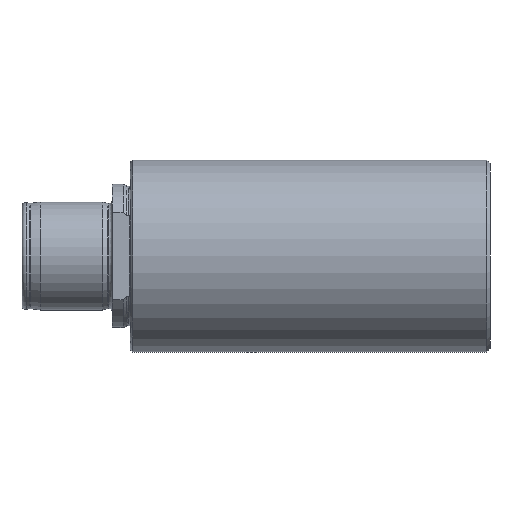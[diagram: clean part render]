
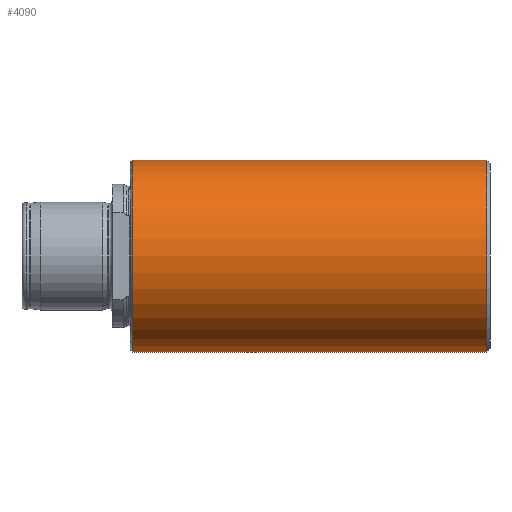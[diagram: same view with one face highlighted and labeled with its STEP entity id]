
A CAD part, front view. The second image highlights one B-rep face of the part: STEP entity #4090.
In plain terms, the highlighted cylindrical face has radius 16 mm (diameter 32 mm), a partial arc.
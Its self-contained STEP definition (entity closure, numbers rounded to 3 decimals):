
#90 = DIRECTION ( 'NONE',  ( -1., 0., 0. ) ) ;
#92 = CARTESIAN_POINT ( 'NONE',  ( -7.756, 0., 0. ) ) ;
#93 = DIRECTION ( 'NONE',  ( 0., 0., 1. ) ) ;
#537 = AXIS2_PLACEMENT_3D ( 'NONE', #3285, #3286, #3287 ) ;
#538 = AXIS2_PLACEMENT_3D ( 'NONE', #3280, #3281, #3282 ) ;
#672 = CIRCLE ( 'NONE', #537, 16. ) ;
#686 = CIRCLE ( 'NONE', #538, 16. ) ;
#916 = AXIS2_PLACEMENT_3D ( 'NONE', #92, #90, #93 ) ;
#1026 = ORIENTED_EDGE ( 'NONE', *, *, #3781, .F. ) ;
#1027 = ORIENTED_EDGE ( 'NONE', *, *, #2455, .T. ) ;
#1028 = ORIENTED_EDGE ( 'NONE', *, *, #3782, .T. ) ;
#1029 = ORIENTED_EDGE ( 'NONE', *, *, #2456, .F. ) ;
#1074 = EDGE_LOOP ( 'NONE', ( #1029, #1028, #1027, #1026 ) ) ;
#1281 = VERTEX_POINT ( 'NONE', #3572 ) ;
#1284 = VERTEX_POINT ( 'NONE', #3566 ) ;
#1285 = VERTEX_POINT ( 'NONE', #3526 ) ;
#1298 = VERTEX_POINT ( 'NONE', #3586 ) ;
#2276 = DIRECTION ( 'NONE',  ( -1., 0., 0. ) ) ;
#2277 = CARTESIAN_POINT ( 'NONE',  ( -7.756, 0., 16. ) ) ;
#2455 = EDGE_CURVE ( 'NONE', #1285, #1281, #3385, .T. ) ;
#2456 = EDGE_CURVE ( 'NONE', #1284, #1298, #3389, .T. ) ;
#3104 = DIRECTION ( 'NONE',  ( -1., 0., 0. ) ) ;
#3120 = CARTESIAN_POINT ( 'NONE',  ( -7.756, 0., -16. ) ) ;
#3280 = CARTESIAN_POINT ( 'NONE',  ( 18.5, 0., 0. ) ) ;
#3281 = DIRECTION ( 'NONE',  ( -1., 0., 0. ) ) ;
#3282 = DIRECTION ( 'NONE',  ( 0., 0., 1. ) ) ;
#3285 = CARTESIAN_POINT ( 'NONE',  ( 77.5, 0., 0. ) ) ;
#3286 = DIRECTION ( 'NONE',  ( -1., 0., 0. ) ) ;
#3287 = DIRECTION ( 'NONE',  ( 0., 0., 1. ) ) ;
#3381 = VECTOR ( 'NONE', #3104, 1000. ) ;
#3383 = VECTOR ( 'NONE', #2276, 1000. ) ;
#3385 = LINE ( 'NONE', #2277, #3383 ) ;
#3389 = LINE ( 'NONE', #3120, #3381 ) ;
#3526 = CARTESIAN_POINT ( 'NONE',  ( 77.5, 0., 16. ) ) ;
#3566 = CARTESIAN_POINT ( 'NONE',  ( 77.5, 0., -16. ) ) ;
#3572 = CARTESIAN_POINT ( 'NONE',  ( 18.5, 0., 16. ) ) ;
#3586 = CARTESIAN_POINT ( 'NONE',  ( 18.5, 0., -16. ) ) ;
#3781 = EDGE_CURVE ( 'NONE', #1298, #1281, #686, .T. ) ;
#3782 = EDGE_CURVE ( 'NONE', #1284, #1285, #672, .T. ) ;
#3875 = FACE_OUTER_BOUND ( 'NONE', #1074, .T. ) ;
#3880 = CYLINDRICAL_SURFACE ( 'NONE', #916, 16. ) ;
#4090 = ADVANCED_FACE ( 'NONE', ( #3875 ), #3880, .T. ) ;
